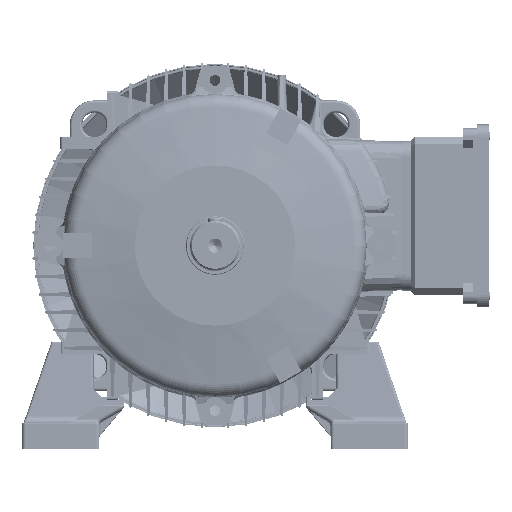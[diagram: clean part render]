
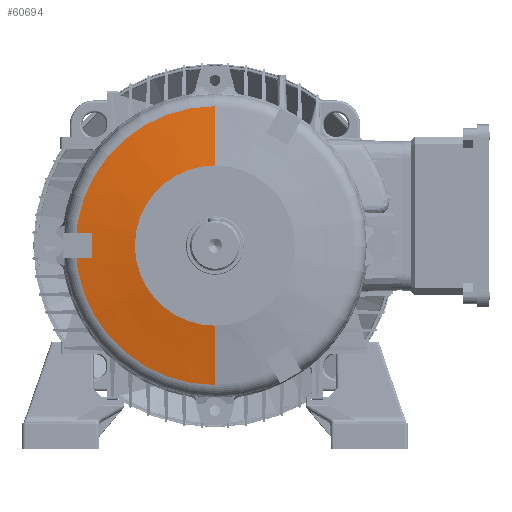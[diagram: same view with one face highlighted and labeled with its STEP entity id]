
A CAD part, left-side view. The second image highlights one B-rep face of the part: STEP entity #60694.
In plain terms, the highlighted conical face has half-angle 81 degrees and reference radius 171.316 mm.
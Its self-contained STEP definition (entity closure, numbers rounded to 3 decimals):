
#7196 = AXIS2_PLACEMENT_3D ( 'NONE', #118463, #190473, #42788 ) ;
#20968 = VERTEX_POINT ( 'NONE', #117374 ) ;
#21295 = EDGE_CURVE ( 'NONE', #129254, #20968, #220251, .T. ) ;
#35729 = VERTEX_POINT ( 'NONE', #46948 ) ;
#42788 = DIRECTION ( 'NONE',  ( 0., 0., 1. ) ) ;
#46948 = CARTESIAN_POINT ( 'NONE',  ( 17., 0., 98.5 ) ) ;
#47674 = EDGE_CURVE ( 'NONE', #35729, #129254, #119703, .T. ) ;
#50565 = VERTEX_POINT ( 'NONE', #114320 ) ;
#51388 = CARTESIAN_POINT ( 'NONE',  ( 28.533, 0., 171.316 ) ) ;
#60694 = ADVANCED_FACE ( 'NONE', ( #242113 ), #226661, .T. ) ;
#62643 = CIRCLE ( 'NONE', #7196, 171.316 ) ;
#66999 = EDGE_LOOP ( 'NONE', ( #140557, #217815, #238356, #235972 ) ) ;
#72099 = VECTOR ( 'NONE', #166718, 1000. ) ;
#72142 = DIRECTION ( 'NONE',  ( 0., 0., -1. ) ) ;
#74906 = LINE ( 'NONE', #51388, #72099 ) ;
#91162 = CARTESIAN_POINT ( 'NONE',  ( 28.533, 0., -171.316 ) ) ;
#93233 = DIRECTION ( 'NONE',  ( -1., 0., 0. ) ) ;
#108517 = DIRECTION ( 'NONE',  ( 0.156, 0., -0.988 ) ) ;
#110586 = DIRECTION ( 'NONE',  ( 1., 0., 0. ) ) ;
#114320 = CARTESIAN_POINT ( 'NONE',  ( 28.533, 0., 171.316 ) ) ;
#116799 = EDGE_CURVE ( 'NONE', #35729, #50565, #74906, .T. ) ;
#117374 = CARTESIAN_POINT ( 'NONE',  ( 28.533, 0., -171.316 ) ) ;
#118463 = CARTESIAN_POINT ( 'NONE',  ( 28.533, 0., 0. ) ) ;
#119703 = CIRCLE ( 'NONE', #135467, 98.5 ) ;
#129254 = VERTEX_POINT ( 'NONE', #137325 ) ;
#130465 = CARTESIAN_POINT ( 'NONE',  ( 17., 0., 0. ) ) ;
#132887 = DIRECTION ( 'NONE',  ( 0., 0., 1. ) ) ;
#135467 = AXIS2_PLACEMENT_3D ( 'NONE', #130465, #93233, #132887 ) ;
#137325 = CARTESIAN_POINT ( 'NONE',  ( 17., 0., -98.5 ) ) ;
#140557 = ORIENTED_EDGE ( 'NONE', *, *, #47674, .F. ) ;
#166718 = DIRECTION ( 'NONE',  ( 0.156, 0., 0.988 ) ) ;
#177171 = EDGE_CURVE ( 'NONE', #50565, #20968, #62643, .T. ) ;
#179031 = AXIS2_PLACEMENT_3D ( 'NONE', #206051, #110586, #72142 ) ;
#190473 = DIRECTION ( 'NONE',  ( -1., 0., 0. ) ) ;
#206051 = CARTESIAN_POINT ( 'NONE',  ( 28.533, 0., 0. ) ) ;
#217815 = ORIENTED_EDGE ( 'NONE', *, *, #116799, .T. ) ;
#220251 = LINE ( 'NONE', #91162, #228791 ) ;
#226661 = CONICAL_SURFACE ( 'NONE', #179031, 171.316, 1.414 ) ;
#228791 = VECTOR ( 'NONE', #108517, 1000. ) ;
#235972 = ORIENTED_EDGE ( 'NONE', *, *, #21295, .F. ) ;
#238356 = ORIENTED_EDGE ( 'NONE', *, *, #177171, .T. ) ;
#242113 = FACE_OUTER_BOUND ( 'NONE', #66999, .T. ) ;
